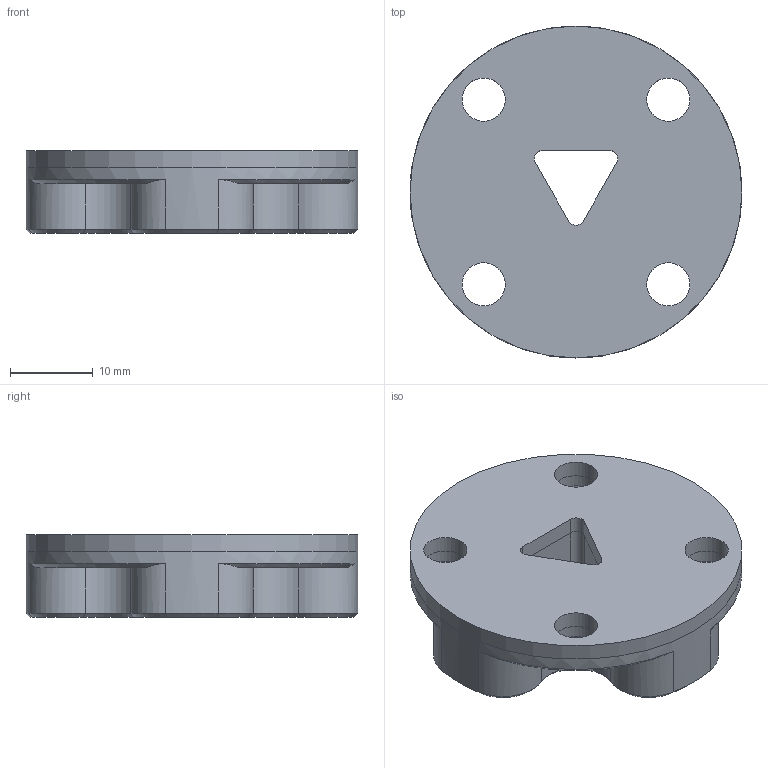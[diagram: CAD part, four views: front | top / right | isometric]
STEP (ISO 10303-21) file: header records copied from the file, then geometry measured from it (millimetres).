
FILE_DESCRIPTION(/* description */ (''),/* implementation_level */ '2;1');
FILE_NAME(/* name */ 'mitsubishi_adapter.step',/* time_stamp */ '2025-09-03T20:20:33+02:00',/* author */ (''),/* organization */ (''),/* preprocessor_version */ 'ST-DEVELOPER v20.1',/* originating_system */ 'Autodesk Translation Framework v14.10.0.0',/* authorisation */ '');
FILE_SCHEMA (('AUTOMOTIVE_DESIGN { 1 0 10303 214 3 1 1 }'));
Length unit declared in the file: millimetre
Products named in the file (3): mitsubishi_adapter; mbase; mcap
Assembly tree (2 placements, depth 2):
  mitsubishi_adapter
    mbase
    mcap
Bounding box: 40 x 40 x 10 mm (x, y, z)
Volume: 8520 mm3; surface area: 6843.2 mm2
Topology: 2 solids, 2 shells, 84 faces, 198 edges, 122 vertices
Faces by surface type: cylinder 32, cone 31, plane 21
Full cylindrical faces by diameter (mm): 5.2 x8, 9.8 x2, 10.2 x2, 40 x2
Entity records: 2590 total; most frequent: DIRECTION 471, CARTESIAN_POINT 465, ORIENTED_EDGE 396, EDGE_CURVE 198, AXIS2_PLACEMENT_3D 192, VERTEX_POINT 122, EDGE_LOOP 108, CIRCLE 103
